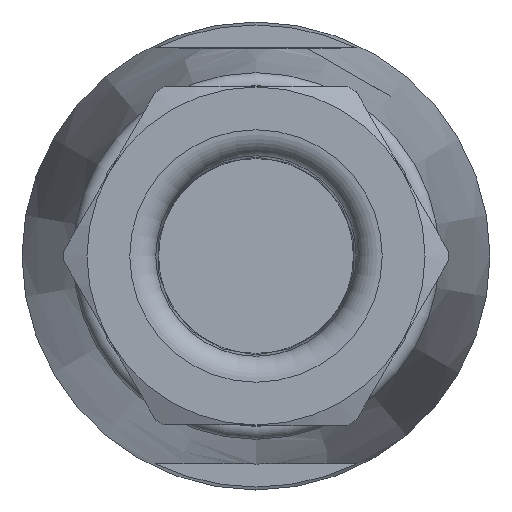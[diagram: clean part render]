
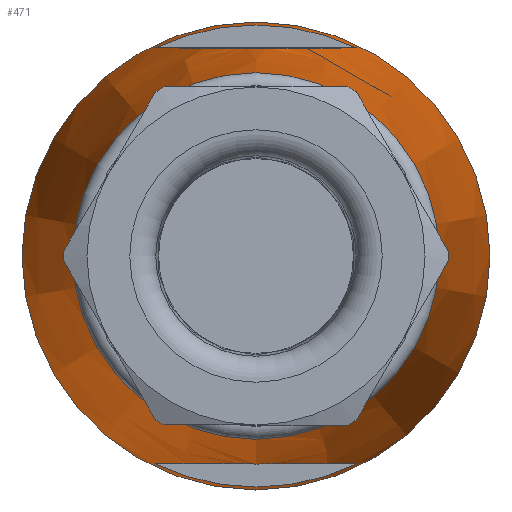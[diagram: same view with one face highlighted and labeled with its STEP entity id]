
A CAD part, left-side view. The second image highlights one B-rep face of the part: STEP entity #471.
In plain terms, the highlighted conical face has half-angle 6.52 degrees and reference radius 9 mm.
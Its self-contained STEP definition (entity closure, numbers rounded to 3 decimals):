
#451=CONICAL_SURFACE('',#1853,9.,6.52);
#471=ADVANCED_FACE('',(#656,#657,#658,#659),#451,.T.);
#632=B_SPLINE_CURVE_WITH_KNOTS('',3,(#2640,#2641,#2642,#2643,#2644,#2645,
#2646,#2647,#2648,#2649,#2650,#2651,#2652,#2653,#2654,#2655,#2656,#2657),
 .UNSPECIFIED.,.F.,.F.,(4,2,2,2,2,2,2,2,4),(0.,0.25,0.375,0.438,0.5,0.563,
0.625,0.75,1.),.UNSPECIFIED.);
#633=B_SPLINE_CURVE_WITH_KNOTS('',3,(#2661,#2662,#2663,#2664,#2665,#2666,
#2667,#2668,#2669,#2670,#2671,#2672,#2673,#2674,#2675,#2676,#2677,#2678),
 .UNSPECIFIED.,.F.,.F.,(4,2,2,2,2,2,2,2,4),(0.,0.25,0.375,0.438,0.5,0.563,
0.625,0.75,1.),.UNSPECIFIED.);
#656=FACE_BOUND('',#803,.T.);
#657=FACE_BOUND('',#804,.T.);
#658=FACE_BOUND('',#805,.T.);
#659=FACE_BOUND('',#806,.T.);
#803=EDGE_LOOP('',(#1007));
#804=EDGE_LOOP('',(#1008));
#805=EDGE_LOOP('',(#1009,#1010));
#806=EDGE_LOOP('',(#1011,#1012));
#1007=ORIENTED_EDGE('',*,*,#1523,.T.);
#1008=ORIENTED_EDGE('',*,*,#1524,.F.);
#1009=ORIENTED_EDGE('',*,*,#1525,.T.);
#1010=ORIENTED_EDGE('',*,*,#1526,.T.);
#1011=ORIENTED_EDGE('',*,*,#1527,.F.);
#1012=ORIENTED_EDGE('',*,*,#1528,.F.);
#1381=VERTEX_POINT('',#2637);
#1382=VERTEX_POINT('',#2639);
#1383=VERTEX_POINT('',#2658);
#1384=VERTEX_POINT('',#2659);
#1385=VERTEX_POINT('',#2679);
#1386=VERTEX_POINT('',#2680);
#1523=EDGE_CURVE('',#1381,#1381,#1708,.T.);
#1524=EDGE_CURVE('',#1382,#1382,#1709,.T.);
#1525=EDGE_CURVE('',#1383,#1384,#632,.T.);
#1526=EDGE_CURVE('',#1384,#1383,#1710,.T.);
#1527=EDGE_CURVE('',#1385,#1386,#633,.T.);
#1528=EDGE_CURVE('',#1386,#1385,#1711,.T.);
#1708=CIRCLE('',#1849,9.);
#1709=CIRCLE('',#1850,7.051);
#1710=CIRCLE('',#1851,8.886);
#1711=CIRCLE('',#1852,8.886);
#1849=AXIS2_PLACEMENT_3D('',#2636,#2100,#2101);
#1850=AXIS2_PLACEMENT_3D('',#2638,#2102,#2103);
#1851=AXIS2_PLACEMENT_3D('',#2660,#2104,#2105);
#1852=AXIS2_PLACEMENT_3D('',#2681,#2106,#2107);
#1853=AXIS2_PLACEMENT_3D('',#2682,#2108,#2109);
#2100=DIRECTION('',(-1.,0.,0.));
#2101=DIRECTION('',(0.,0.,-1.));
#2102=DIRECTION('',(-1.,0.,0.));
#2103=DIRECTION('',(0.,0.,-1.));
#2104=DIRECTION('',(1.,0.,0.));
#2105=DIRECTION('',(0.,-1.,0.));
#2106=DIRECTION('',(-1.,0.,0.));
#2107=DIRECTION('',(0.,1.,0.));
#2108=DIRECTION('',(1.,0.,0.));
#2109=DIRECTION('',(0.,0.,1.));
#2636=CARTESIAN_POINT('',(-0.5,0.,0.));
#2637=CARTESIAN_POINT('',(-0.5,0.,-9.));
#2638=CARTESIAN_POINT('',(-17.557,0.,0.));
#2639=CARTESIAN_POINT('',(-17.557,0.,-7.051));
#2640=CARTESIAN_POINT('',(-1.5,3.867,-8.));
#2641=CARTESIAN_POINT('',(-2.925,3.493,-8.));
#2642=CARTESIAN_POINT('',(-4.341,3.088,-8.));
#2643=CARTESIAN_POINT('',(-6.42,2.311,-8.));
#2644=CARTESIAN_POINT('',(-7.115,2.023,-8.));
#2645=CARTESIAN_POINT('',(-8.091,1.473,-8.));
#2646=CARTESIAN_POINT('',(-8.405,1.272,-8.));
#2647=CARTESIAN_POINT('',(-8.962,0.769,-8.));
#2648=CARTESIAN_POINT('',(-9.222,0.445,-8.));
#2649=CARTESIAN_POINT('',(-9.274,-0.324,-8.));
#2650=CARTESIAN_POINT('',(-9.041,-0.673,-8.));
#2651=CARTESIAN_POINT('',(-8.5,-1.203,-8.));
#2652=CARTESIAN_POINT('',(-8.18,-1.416,-8.));
#2653=CARTESIAN_POINT('',(-7.205,-1.983,-8.));
#2654=CARTESIAN_POINT('',(-6.506,-2.276,-8.));
#2655=CARTESIAN_POINT('',(-4.392,-3.074,-8.));
#2656=CARTESIAN_POINT('',(-2.95,-3.487,-8.));
#2657=CARTESIAN_POINT('',(-1.5,-3.867,-8.));
#2658=CARTESIAN_POINT('',(-1.5,3.867,-8.));
#2659=CARTESIAN_POINT('',(-1.5,-3.867,-8.));
#2660=CARTESIAN_POINT('',(-1.5,0.,0.));
#2661=CARTESIAN_POINT('',(-1.5,3.867,8.));
#2662=CARTESIAN_POINT('',(-2.925,3.493,8.));
#2663=CARTESIAN_POINT('',(-4.341,3.088,8.));
#2664=CARTESIAN_POINT('',(-6.42,2.311,8.));
#2665=CARTESIAN_POINT('',(-7.115,2.023,8.));
#2666=CARTESIAN_POINT('',(-8.091,1.473,8.));
#2667=CARTESIAN_POINT('',(-8.405,1.272,8.));
#2668=CARTESIAN_POINT('',(-8.962,0.769,8.));
#2669=CARTESIAN_POINT('',(-9.222,0.445,8.));
#2670=CARTESIAN_POINT('',(-9.274,-0.324,8.));
#2671=CARTESIAN_POINT('',(-9.041,-0.673,8.));
#2672=CARTESIAN_POINT('',(-8.5,-1.203,8.));
#2673=CARTESIAN_POINT('',(-8.18,-1.416,8.));
#2674=CARTESIAN_POINT('',(-7.205,-1.983,8.));
#2675=CARTESIAN_POINT('',(-6.506,-2.276,8.));
#2676=CARTESIAN_POINT('',(-4.392,-3.074,8.));
#2677=CARTESIAN_POINT('',(-2.95,-3.487,8.));
#2678=CARTESIAN_POINT('',(-1.5,-3.867,8.));
#2679=CARTESIAN_POINT('',(-1.5,3.867,8.));
#2680=CARTESIAN_POINT('',(-1.5,-3.867,8.));
#2681=CARTESIAN_POINT('',(-1.5,0.,0.));
#2682=CARTESIAN_POINT('',(-0.5,0.,0.));
